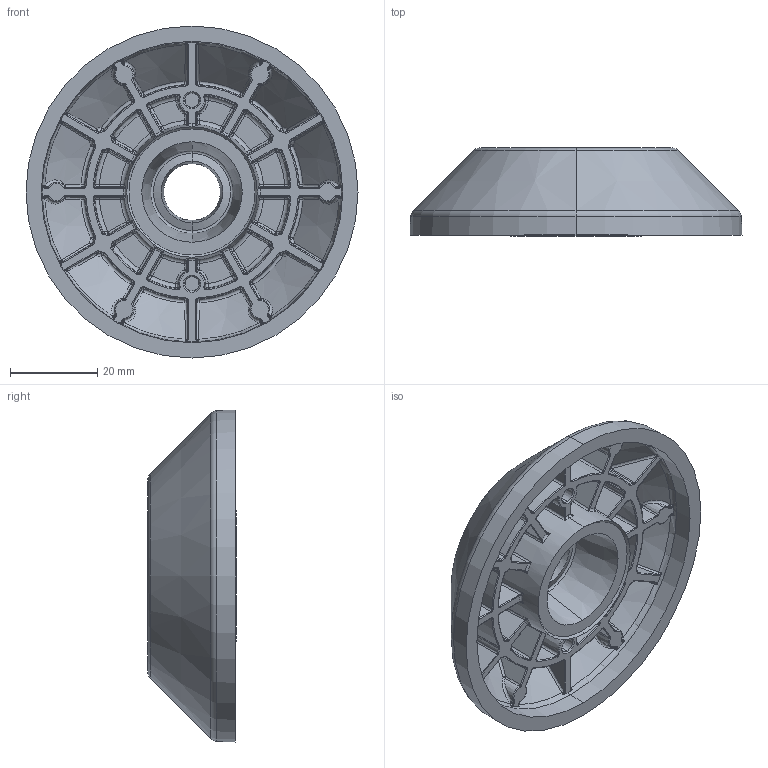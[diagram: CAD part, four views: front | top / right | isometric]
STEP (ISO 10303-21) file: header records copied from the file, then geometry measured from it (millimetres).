
FILE_DESCRIPTION (( 'STEP AP214' ), '1' );
FILE_NAME ('098ai080zs.STEP', '2014-08-12T09:19:52', ( '' ), ( '' ), 'SwSTEP 2.0', 'SolidWorks 2014', '' );
FILE_SCHEMA (( 'AUTOMOTIVE_DESIGN' ));
Length unit declared in the file: millimetre
Products named in the file (1): 098ai080zs
Bounding box: 76 x 20.2 x 76 mm (x, y, z)
Volume: 31746 mm3; surface area: 20199.1 mm2
Topology: 1 solids, 1 shells, 885 faces, 2071 edges, 1132 vertices
Faces by surface type: bspline 432, torus 127, cone 94, cylinder 84, plane 78, sphere 70
Entity records: 32168 total; most frequent: CARTESIAN_POINT 15423, ORIENTED_EDGE 3974, DIRECTION 2956, EDGE_CURVE 1987, AXIS2_PLACEMENT_3D 1381, VERTEX_POINT 1108, CIRCLE 927, EDGE_LOOP 891
